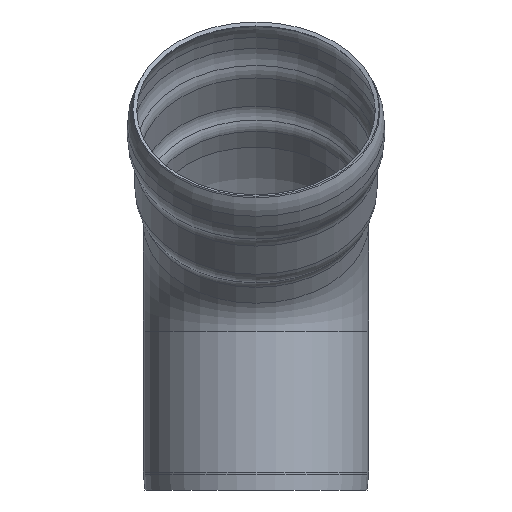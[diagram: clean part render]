
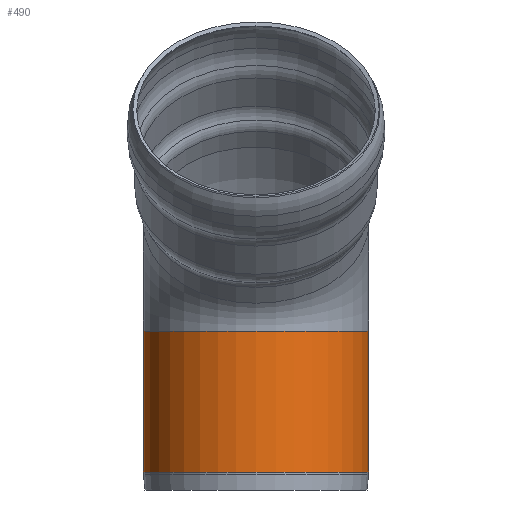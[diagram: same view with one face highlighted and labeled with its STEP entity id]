
A CAD part, front view. The second image highlights one B-rep face of the part: STEP entity #490.
In plain terms, the highlighted cylindrical face has radius 665 mm (diameter 1330 mm), a full revolution.
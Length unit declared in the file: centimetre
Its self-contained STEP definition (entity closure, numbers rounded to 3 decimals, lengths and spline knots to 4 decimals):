
#27=CYLINDRICAL_SURFACE('',#544,66.5);
#38=LINE('',#864,#52);
#52=VECTOR('',#675,66.5);
#76=FACE_OUTER_BOUND('',#106,.T.);
#106=EDGE_LOOP('',(#358,#359,#360,#361,#362,#363));
#139=CIRCLE('',#530,66.5);
#140=CIRCLE('',#531,66.5);
#148=CIRCLE('',#542,66.5);
#149=CIRCLE('',#543,66.5);
#200=VERTEX_POINT('',#840);
#201=VERTEX_POINT('',#841);
#206=VERTEX_POINT('',#858);
#207=VERTEX_POINT('',#860);
#252=EDGE_CURVE('',#200,#201,#139,.T.);
#253=EDGE_CURVE('',#201,#200,#140,.T.);
#262=EDGE_CURVE('',#206,#207,#148,.T.);
#263=EDGE_CURVE('',#207,#206,#149,.T.);
#264=EDGE_CURVE('',#207,#200,#38,.T.);
#358=ORIENTED_EDGE('',*,*,#263,.F.);
#359=ORIENTED_EDGE('',*,*,#264,.T.);
#360=ORIENTED_EDGE('',*,*,#252,.T.);
#361=ORIENTED_EDGE('',*,*,#253,.T.);
#362=ORIENTED_EDGE('',*,*,#264,.F.);
#363=ORIENTED_EDGE('',*,*,#262,.F.);
#490=ADVANCED_FACE('',(#76),#27,.T.);
#530=AXIS2_PLACEMENT_3D('',#842,#644,#645);
#531=AXIS2_PLACEMENT_3D('',#843,#646,#647);
#542=AXIS2_PLACEMENT_3D('',#861,#669,#670);
#543=AXIS2_PLACEMENT_3D('',#862,#671,#672);
#544=AXIS2_PLACEMENT_3D('',#863,#673,#674);
#644=DIRECTION('center_axis',(0.,0.,
1.));
#645=DIRECTION('ref_axis',(0.,-1.,0.));
#646=DIRECTION('center_axis',(0.,0.,
1.));
#647=DIRECTION('ref_axis',(0.,-1.,0.));
#669=DIRECTION('center_axis',(0.,0.,
1.));
#670=DIRECTION('ref_axis',(0.,-1.,0.));
#671=DIRECTION('center_axis',(0.,0.,
1.));
#672=DIRECTION('ref_axis',(0.,-1.,0.));
#673=DIRECTION('center_axis',(0.,0.,
1.));
#674=DIRECTION('ref_axis',(0.,-1.,0.));
#675=DIRECTION('',(0.,0.,-1.));
#840=CARTESIAN_POINT('',(0.,66.5,10.6331));
#841=CARTESIAN_POINT('',(66.5,0.,10.6331));
#842=CARTESIAN_POINT('Origin',(0.,0.,10.6331));
#843=CARTESIAN_POINT('Origin',(0.,0.,10.6331));
#858=CARTESIAN_POINT('',(0.,-66.5,93.7208));
#860=CARTESIAN_POINT('',(0.,66.5,93.7208));
#861=CARTESIAN_POINT('Origin',(0.,0.,93.7208));
#862=CARTESIAN_POINT('Origin',(0.,0.,93.7208));
#863=CARTESIAN_POINT('Origin',(0.,0.,20.));
#864=CARTESIAN_POINT('',(0.,66.5,20.));
